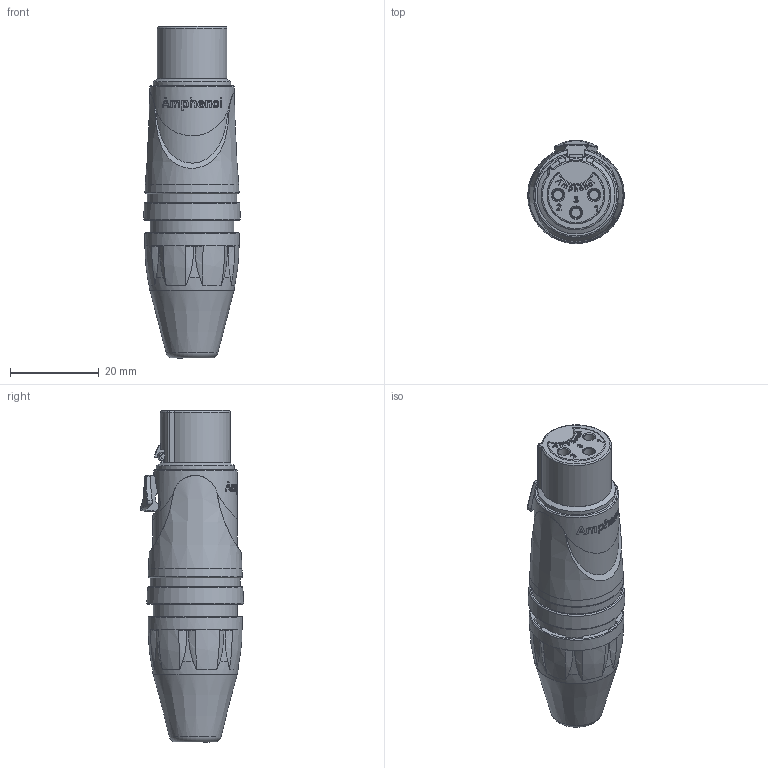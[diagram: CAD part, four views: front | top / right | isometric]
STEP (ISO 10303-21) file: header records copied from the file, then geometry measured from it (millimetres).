
FILE_DESCRIPTION((''),'2;1');
FILE_NAME('AX3F.stp','2015-01-27T10:38:04',('thien'),(''),'Autodesk Inventor 2012','Autodesk Inventor 2012','');
FILE_SCHEMA(('AUTOMOTIVE_DESIGN { 1 0 10303 214 1 1 1 1 }'));
Length unit declared in the file: millimetre
Products named in the file (2): Female  XLR  assy (SubstituteLevelofDetail1); Female  XLR  assy_Substitute_2
Assembly tree (1 placements, depth 2):
  Female  XLR  assy (SubstituteLevelofDetail1)
    Female  XLR  assy_Substitute_2
Bounding box: 21.73 x 23.18 x 74.63 mm (x, y, z)
Volume: 11896.2 mm3; surface area: 14445.1 mm2
Topology: 1 solids, 4 shells, 1267 faces, 3597 edges, 2347 vertices
Faces by surface type: plane 586, bspline 271, cylinder 261, cone 77, torus 38, sphere 20, revolution 14
Full cylindrical faces by diameter (mm): 1.3 x1, 2.5 x1, 2.6 x3, 3 x1, 3.5 x3, 8.6 x2, 12 x1, 15.917 x5, 17.1 x1, 17.5 x1, 18.8 x1, 19 x2, 20.2 x1, 21.2 x1
Entity records: 67802 total; most frequent: CARTESIAN_POINT 35931, ORIENTED_EDGE 7066, DIRECTION 5341, EDGE_CURVE 3533, VERTEX_POINT 2326, AXIS2_PLACEMENT_3D 1840, VECTOR 1647, LINE 1647
